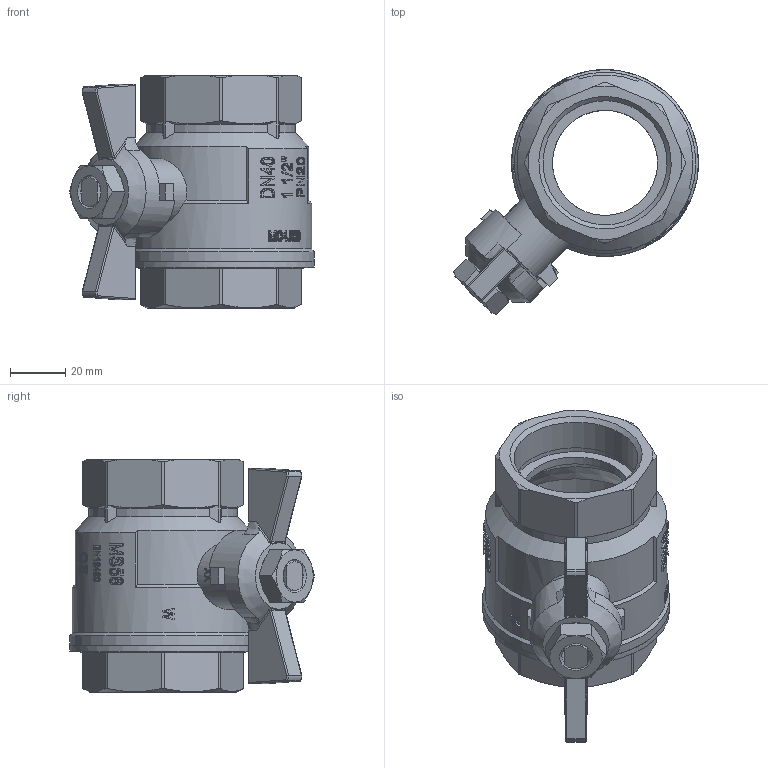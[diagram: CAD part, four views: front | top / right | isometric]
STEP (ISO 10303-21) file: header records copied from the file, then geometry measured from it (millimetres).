
FILE_DESCRIPTION(/* description */ ('Unknown'),/* implementation_level */ '2;1');
FILE_NAME(/* name */ '606-08',/* time_stamp */ '2022-03-16T13:23:31+01:00',/* author */ ('Unknown'),/* organization */ ('Unknown'),/* preprocessor_version */ 'ST-DEVELOPER v16.7',/* originating_system */ 'Solid Edge',/* authorisation */ 'Unknown');
FILE_SCHEMA (('AUTOMOTIVE_DESIGN {1 0 10303 214 3 1 1}'));
Length unit declared in the file: millimetre
Products named in the file (9): 2.141.040; 600-08; 600-07_Spindel; 600-07_Stopfbuchse; 600-08_Einschraubteil; 600-08_Körper; Flügelgriff 1_1_4 - 1 1_2; 600-1_1_4-1 1_2 Mutter
Assembly tree (8 placements, depth 4):
  2.141.040
    600-08
      600-07_Spindel
        600-07_Spindel
        600-07_Stopfbuchse
      600-08_Einschraubteil
      600-08_Körper
    Flügelgriff 1_1_4 - 1 1_2
    600-1_1_4-1 1_2 Mutter
Bounding box: 88.48 x 88.48 x 84 mm (x, y, z)
Volume: 98774.1 mm3; surface area: 54879.2 mm2
Topology: 6 solids, 6 shells, 1289 faces, 3585 edges, 2373 vertices
Faces by surface type: plane 1092, cylinder 124, cone 44, bspline 18, sphere 10, torus 1
Full cylindrical faces by diameter (mm): 10 x1, 10.2 x1, 14 x2, 14.1 x1, 14.5 x1, 15 x1, 16 x1, 18 x1, 18.38 x1, 18.398 x1, 20 x1, 24 x1, 26 x1, 38 x2, 44.845 x4, 44.865 x1, 48 x2, 59.5 x1, 61 x2, 61.5 x1, 65.5 x1, 67.5 x2
Entity records: 53959 total; most frequent: CARTESIAN_POINT 11169, DIRECTION 7955, ORIENTED_EDGE 7028, EDGE_CURVE 3514, AXIS2_PLACEMENT_3D 3287, VERTEX_POINT 2357, ELLIPSE 1610, EDGE_LOOP 1421
